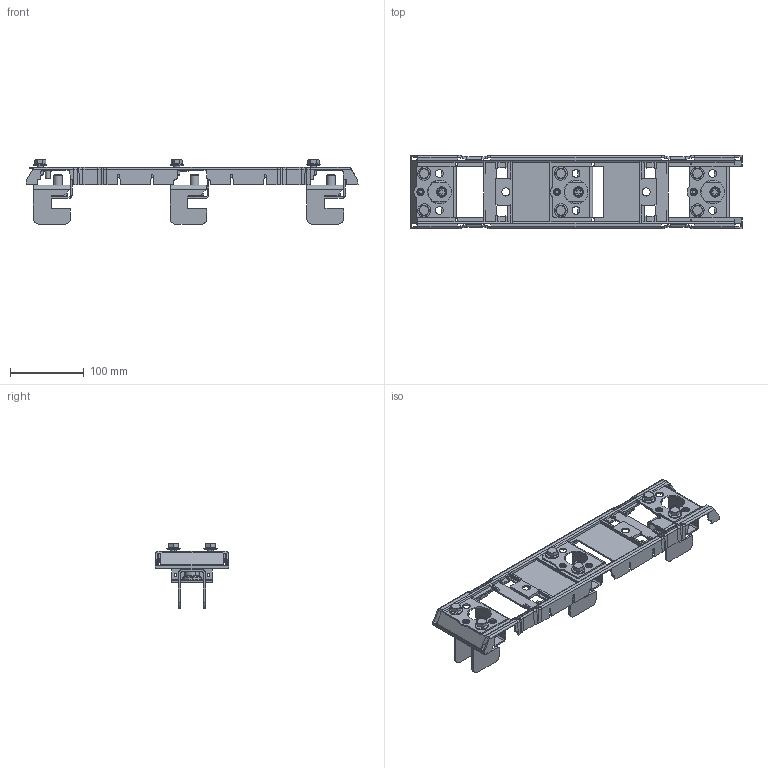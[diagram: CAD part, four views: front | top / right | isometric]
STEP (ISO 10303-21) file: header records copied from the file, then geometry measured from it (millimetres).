
FILE_DESCRIPTION(('CATIA V5 STEP'),'2;1');
FILE_NAME('L8500852_L_Adapterleiste_AL_SK-SL00_42.stp','2012-04-03T11:23:57+00:00',('none'),('Jean Müller GmbH'),'CATIA Version 5 Release 19 SP 9 (IN-10)','CATIA V5 STEP AP214','none');
FILE_SCHEMA(('AUTOMOTIVE_DESIGN { 1 0 10303 214 1 1 1 1 }'));
Length unit declared in the file: millimetre
Products named in the file (11): L8500852_L_Adapterleiste AL/SK-SL00/42; 33581_01_L_Adapterleiste AL-SK-SL00/42; 804074_Adapterwinkel kpl AL/SK-SL00/42; 158226_Klemmbuegel; 60185_Setzmutter_M12; 68193_Sond-Gewindestift; 61208_Scheibe; 158275_Adapterwinkel U/SK AL-SL00/185/42; 68116_Senkschraube 4x13; 67315_Sechskantschraube  M8x16_DIN933; 66901_Spannscheibe DIN 6796-8
Assembly tree (24 placements, depth 3):
  L8500852_L_Adapterleiste AL/SK-SL00/42
    33581_01_L_Adapterleiste AL-SK-SL00/42
    804074_Adapterwinkel kpl AL/SK-SL00/42  x3
      158226_Klemmbuegel
      60185_Setzmutter_M12
      68193_Sond-Gewindestift
      61208_Scheibe
      158275_Adapterwinkel U/SK AL-SL00/185/42
    68116_Senkschraube 4x13  x3
    67315_Sechskantschraube  M8x16_DIN933  x6
    66901_Spannscheibe DIN 6796-8  x6
Bounding box: 449.6 x 99.5 x 87.44 mm (x, y, z)
Volume: 216568.1 mm3; surface area: 204642.8 mm2
Topology: 31 solids, 31 shells, 1404 faces, 3935 edges, 2573 vertices
Faces by surface type: plane 781, cylinder 383, cone 202, torus 38
Entity records: 31208 total; most frequent: CARTESIAN_POINT 5656, ORIENTED_EDGE 5634, DIRECTION 4281, EDGE_CURVE 2817, VECTOR 2121, LINE 2121, VERTEX_POINT 1865, AXIS2_PLACEMENT_3D 1332
